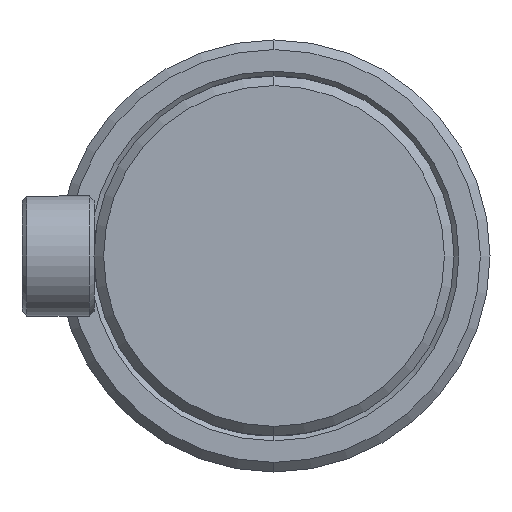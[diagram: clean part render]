
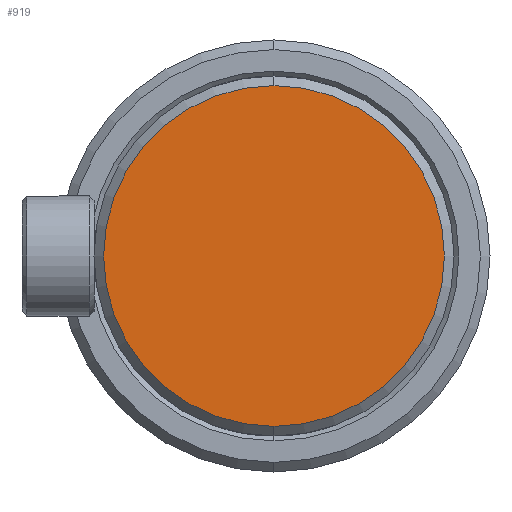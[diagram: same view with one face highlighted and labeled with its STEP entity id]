
A CAD part, left-side view. The second image highlights one B-rep face of the part: STEP entity #919.
In plain terms, the highlighted planar face has unit normal (-1, 0, 0).
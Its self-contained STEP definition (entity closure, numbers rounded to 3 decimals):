
#16 = DIRECTION ( 'NONE',  ( -1., 0., 0. ) ) ;
#28 = AXIS2_PLACEMENT_3D ( 'NONE', #1078, #2793, #1068 ) ;
#124 = CARTESIAN_POINT ( 'NONE',  ( -53., 0., -35.5 ) ) ;
#411 = FACE_OUTER_BOUND ( 'NONE', #2399, .T. ) ;
#919 = ADVANCED_FACE ( 'NONE', ( #411 ), #3029, .F. ) ;
#1011 = CIRCLE ( 'NONE', #1088, 35.5 ) ;
#1068 = DIRECTION ( 'NONE',  ( 0., 0., -1. ) ) ;
#1078 = CARTESIAN_POINT ( 'NONE',  ( -53., 37.5, 0. ) ) ;
#1088 = AXIS2_PLACEMENT_3D ( 'NONE', #1550, #16, #1796 ) ;
#1300 = CARTESIAN_POINT ( 'NONE',  ( -53., 0., 0. ) ) ;
#1386 = AXIS2_PLACEMENT_3D ( 'NONE', #1300, #3011, #1571 ) ;
#1550 = CARTESIAN_POINT ( 'NONE',  ( -53., 0., 0. ) ) ;
#1569 = ORIENTED_EDGE ( 'NONE', *, *, #2964, .T. ) ;
#1571 = DIRECTION ( 'NONE',  ( 0., 0., -1. ) ) ;
#1633 = VERTEX_POINT ( 'NONE', #124 ) ;
#1656 = CIRCLE ( 'NONE', #1386, 35.5 ) ;
#1796 = DIRECTION ( 'NONE',  ( 0., 0., -1. ) ) ;
#1876 = VERTEX_POINT ( 'NONE', #2474 ) ;
#2342 = ORIENTED_EDGE ( 'NONE', *, *, #2391, .T. ) ;
#2391 = EDGE_CURVE ( 'NONE', #1633, #1876, #1656, .T. ) ;
#2399 = EDGE_LOOP ( 'NONE', ( #2342, #1569 ) ) ;
#2474 = CARTESIAN_POINT ( 'NONE',  ( -53., 0., 35.5 ) ) ;
#2793 = DIRECTION ( 'NONE',  ( 1., 0., 0. ) ) ;
#2964 = EDGE_CURVE ( 'NONE', #1876, #1633, #1011, .T. ) ;
#3011 = DIRECTION ( 'NONE',  ( -1., 0., 0. ) ) ;
#3029 = PLANE ( 'NONE',  #28 ) ;
